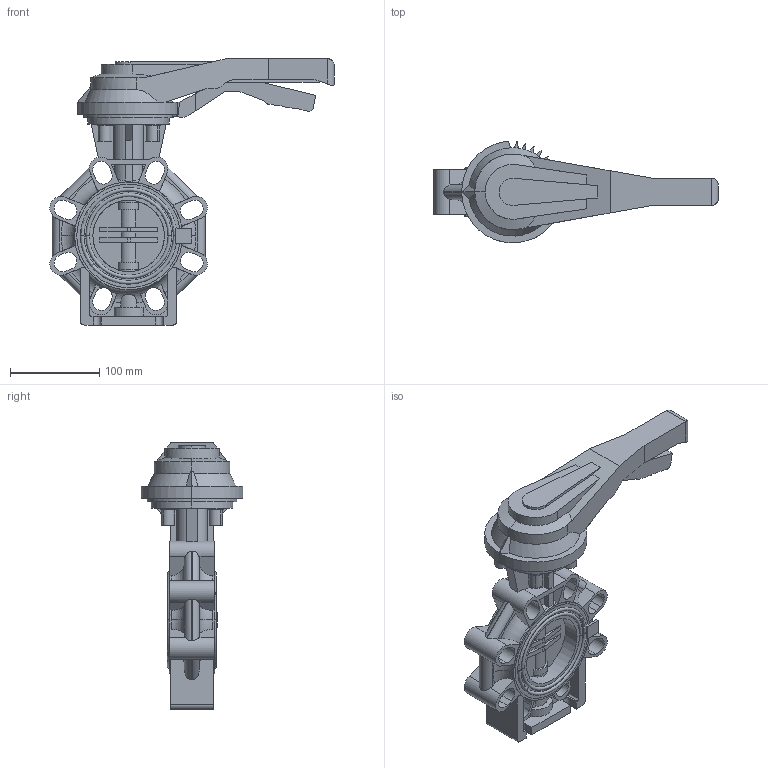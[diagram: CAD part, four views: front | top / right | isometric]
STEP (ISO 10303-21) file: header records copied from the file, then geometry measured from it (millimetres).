
FILE_DESCRIPTION(('STEP AP214'),'1');
FILE_NAME('cctmp_781253E6-BF5D-4324-8E8F-AF328A97AC8B_2018_11_21_10_18_0_555..stp','2018-11-21T09:18:01',('Praher Valves GmbH'),('CADClick - www.CADClick.com'),'Spatial InterOp 3D',' ','unknown authorization');
FILE_SCHEMA(('AUTOMOTIVE_DESIGN'));
Length unit declared in the file: millimetre
Products named in the file (1): 1
Bounding box: 318.18 x 113.68 x 298.2 mm (x, y, z)
Volume: 1575636.8 mm3; surface area: 268941.4 mm2
Topology: 2 solids, 3 shells, 594 faces, 1727 edges, 1141 vertices
Faces by surface type: plane 359, cylinder 194, torus 34, cone 7
Entity records: 27475 total; most frequent: CARTESIAN_POINT 6637, ORIENTED_EDGE 3454, DIRECTION 3353, EDGE_CURVE 1727, AXIS2_PLACEMENT_3D 1144, VERTEX_POINT 1141, LINE 1065, VECTOR 1065
